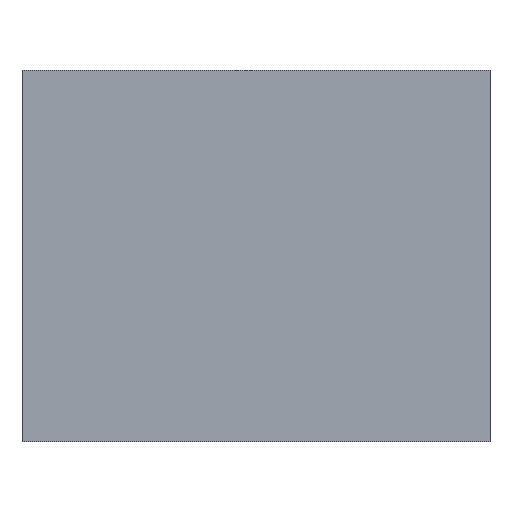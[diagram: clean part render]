
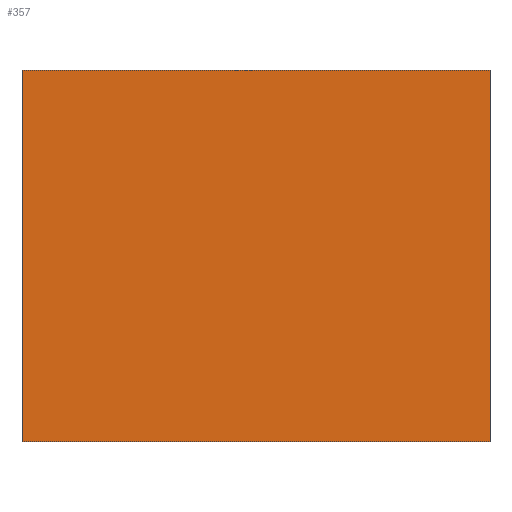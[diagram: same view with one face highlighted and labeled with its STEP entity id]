
A CAD part, front view. The second image highlights one B-rep face of the part: STEP entity #357.
In plain terms, the highlighted planar face has unit normal (0, -1, 0).
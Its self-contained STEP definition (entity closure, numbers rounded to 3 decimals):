
#64 = VECTOR ( 'NONE', #537, 1000. ) ;
#103 = VERTEX_POINT ( 'NONE', #782 ) ;
#104 = AXIS2_PLACEMENT_3D ( 'NONE', #475, #1297, #1094 ) ;
#171 = LINE ( 'NONE', #581, #234 ) ;
#187 = VERTEX_POINT ( 'NONE', #453 ) ;
#234 = VECTOR ( 'NONE', #993, 1000. ) ;
#250 = LINE ( 'NONE', #953, #1161 ) ;
#283 = LINE ( 'NONE', #897, #469 ) ;
#357 = ADVANCED_FACE ( 'NONE', ( #683 ), #1203, .T. ) ;
#360 = ORIENTED_EDGE ( 'NONE', *, *, #533, .F. ) ;
#366 = EDGE_CURVE ( 'NONE', #187, #521, #171, .T. ) ;
#453 = CARTESIAN_POINT ( 'NONE',  ( 6.05, -0.5, 4.8 ) ) ;
#455 = EDGE_LOOP ( 'NONE', ( #1074, #1169, #360, #1113 ) ) ;
#469 = VECTOR ( 'NONE', #1311, 1000. ) ;
#475 = CARTESIAN_POINT ( 'NONE',  ( 6.05, -0.5, -4.8 ) ) ;
#498 = EDGE_CURVE ( 'NONE', #103, #187, #1053, .T. ) ;
#521 = VERTEX_POINT ( 'NONE', #859 ) ;
#533 = EDGE_CURVE ( 'NONE', #1251, #103, #250, .T. ) ;
#537 = DIRECTION ( 'NONE',  ( 1., 0., 0. ) ) ;
#543 = DIRECTION ( 'NONE',  ( 0., 0., 1. ) ) ;
#581 = CARTESIAN_POINT ( 'NONE',  ( 6.05, -0.5, 4.8 ) ) ;
#683 = FACE_OUTER_BOUND ( 'NONE', #455, .T. ) ;
#782 = CARTESIAN_POINT ( 'NONE',  ( -6.05, -0.5, 4.8 ) ) ;
#859 = CARTESIAN_POINT ( 'NONE',  ( 6.05, -0.5, -4.8 ) ) ;
#897 = CARTESIAN_POINT ( 'NONE',  ( -6.05, -0.5, -4.8 ) ) ;
#953 = CARTESIAN_POINT ( 'NONE',  ( -6.05, -0.5, 4.8 ) ) ;
#993 = DIRECTION ( 'NONE',  ( 0., 0., -1. ) ) ;
#1053 = LINE ( 'NONE', #1281, #64 ) ;
#1074 = ORIENTED_EDGE ( 'NONE', *, *, #366, .F. ) ;
#1094 = DIRECTION ( 'NONE',  ( 0., 0., -1. ) ) ;
#1101 = EDGE_CURVE ( 'NONE', #521, #1251, #283, .T. ) ;
#1113 = ORIENTED_EDGE ( 'NONE', *, *, #1101, .F. ) ;
#1161 = VECTOR ( 'NONE', #543, 1000. ) ;
#1169 = ORIENTED_EDGE ( 'NONE', *, *, #498, .F. ) ;
#1203 = PLANE ( 'NONE',  #104 ) ;
#1227 = CARTESIAN_POINT ( 'NONE',  ( -6.05, -0.5, -4.8 ) ) ;
#1251 = VERTEX_POINT ( 'NONE', #1227 ) ;
#1281 = CARTESIAN_POINT ( 'NONE',  ( -6.05, -0.5, 4.8 ) ) ;
#1297 = DIRECTION ( 'NONE',  ( 0., -1., 0. ) ) ;
#1311 = DIRECTION ( 'NONE',  ( -1., 0., 0. ) ) ;
